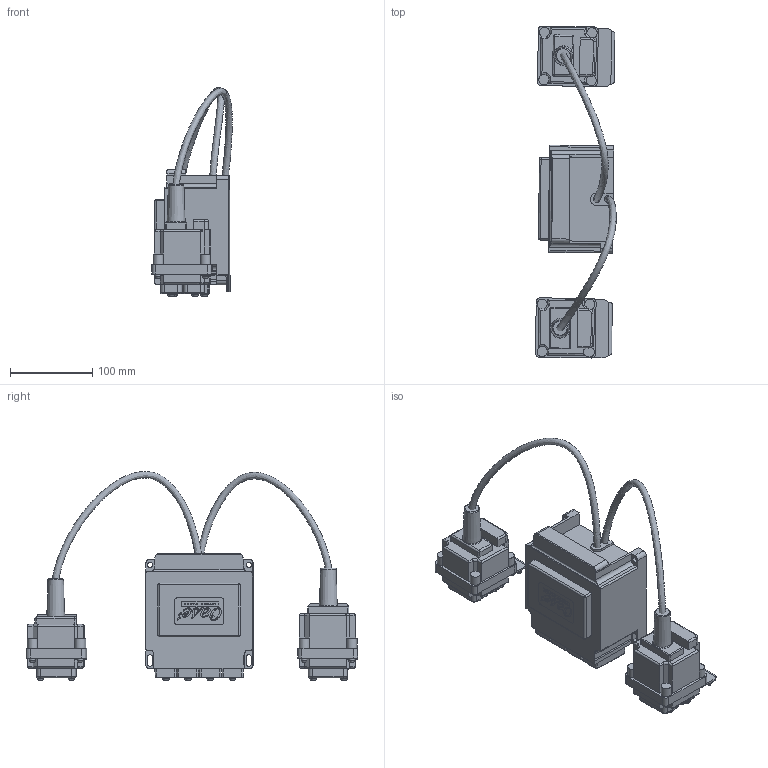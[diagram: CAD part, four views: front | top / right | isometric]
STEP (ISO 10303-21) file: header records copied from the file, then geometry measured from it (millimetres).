
FILE_DESCRIPTION(/* description */ (''),/* implementation_level */ '2;1');
FILE_NAME(/* name */ '56411_underwater Driver_überprüft_logo nicht blau.stp',/* time_stamp */ '2015-01-14T10:46:32+01:00',/* author */ ('guzb562'),/* organization */ (''),/* preprocessor_version */ 'ST-DEVELOPER v15.2',/* originating_system */ 'Autodesk Inventor 2014',/* authorisation */ '1251023,7 mm^3');
FILE_SCHEMA (('AUTOMOTIVE_DESIGN { 1 0 10303 214 3 1 1 }'));
Length unit declared in the file: millimetre
Products named in the file (6): Trafo; Box_DMX; Box_Power; 50720.Kabelbaum1; 56411
Bounding box: 97.98 x 403.1 x 253.6 mm (x, y, z)
Volume: 1976448.3 mm3; surface area: 196238.8 mm2
Topology: 3 solids, 13 shells, 845 faces, 2134 edges, 1357 vertices
Faces by surface type: plane 416, cylinder 235, bspline 145, torus 27, sphere 12, cone 10
Full cylindrical faces by diameter (mm): 6 x4, 6.4 x2, 7 x12, 7.922 x7, 7.924 x1, 8 x4
Entity records: 31227 total; most frequent: CARTESIAN_POINT 11034, ORIENTED_EDGE 4156, DIRECTION 3789, EDGE_CURVE 2080, VERTEX_POINT 1350, AXIS2_PLACEMENT_3D 1273, LINE 1243, VECTOR 1243
